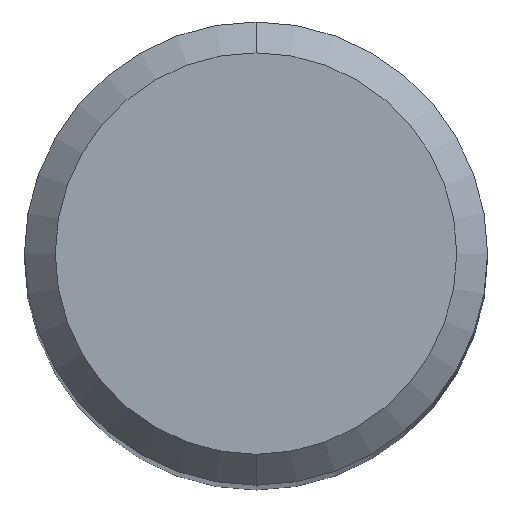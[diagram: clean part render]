
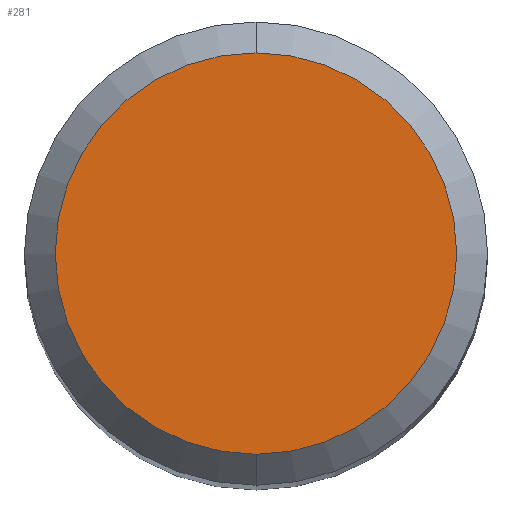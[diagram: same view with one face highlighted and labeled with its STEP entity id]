
A CAD part, top view. The second image highlights one B-rep face of the part: STEP entity #281.
In plain terms, the highlighted planar face has unit normal (0, 0, 1).
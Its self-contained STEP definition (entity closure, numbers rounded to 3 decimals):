
#257=VERTEX_POINT('',#584);
#269=VERTEX_POINT('',#597);
#275=EDGE_CURVE('',#269,#257,#603,.T.);
#281=ADVANCED_FACE('',(#610),#611,.T.);
#457=EDGE_CURVE('',#257,#269,#809,.T.);
#584=CARTESIAN_POINT('',(0.,-2.6,0.0));
#597=CARTESIAN_POINT('',(0.0,2.6,0.0));
#603=CIRCLE('',#1024,2.6);
#610=FACE_OUTER_BOUND('',#1033,.T.);
#611=PLANE('',#1034);
#809=CIRCLE('',#1456,2.6);
#1024=AXIS2_PLACEMENT_3D('',#1590,#1591,#1592);
#1033=EDGE_LOOP('',(#1604,#1605));
#1034=AXIS2_PLACEMENT_3D('',#1606,#1607,#1608);
#1456=AXIS2_PLACEMENT_3D('',#1862,#1863,#1864);
#1590=CARTESIAN_POINT('',(0.0,0.0,0.0));
#1591=DIRECTION('',(0.0,0.0,-1.0));
#1592=DIRECTION('',(0.0,1.0,0.0));
#1604=ORIENTED_EDGE('',*,*,#275,.F.);
#1605=ORIENTED_EDGE('',*,*,#457,.F.);
#1606=CARTESIAN_POINT('',(0.0,1.3,0.0));
#1607=DIRECTION('',(-0.0,0.0,1.0));
#1608=DIRECTION('',(0.0,-1.0,0.0));
#1862=CARTESIAN_POINT('',(0.0,0.0,0.0));
#1863=DIRECTION('',(0.0,0.0,-1.0));
#1864=DIRECTION('',(0.0,1.0,0.0));
